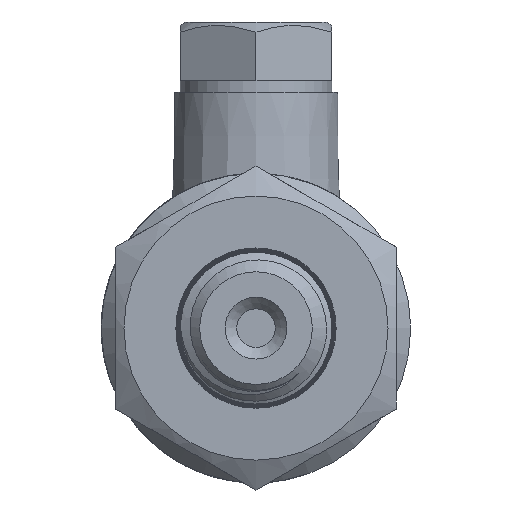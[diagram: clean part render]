
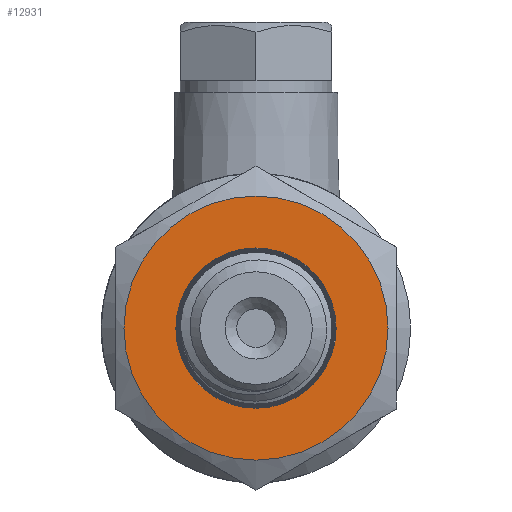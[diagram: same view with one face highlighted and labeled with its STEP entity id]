
A CAD part, left-side view. The second image highlights one B-rep face of the part: STEP entity #12931.
In plain terms, the highlighted planar face has unit normal (-1, 0, 0).
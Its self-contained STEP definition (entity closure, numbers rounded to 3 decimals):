
#1150=FACE_BOUND('',#3907,.T.);
#3142=FACE_OUTER_BOUND('',#3906,.T.);
#3906=EDGE_LOOP('',(#8746));
#3907=EDGE_LOOP('',(#8747));
#4707=CIRCLE('',#13747,6.86);
#4712=CIRCLE('',#13756,11.3);
#5239=VERTEX_POINT('',#18935);
#5249=VERTEX_POINT('',#19064);
#6633=EDGE_CURVE('',#5239,#5239,#4707,.T.);
#6646=EDGE_CURVE('',#5249,#5249,#4712,.T.);
#8746=ORIENTED_EDGE('',*,*,#6646,.T.);
#8747=ORIENTED_EDGE('',*,*,#6633,.T.);
#12763=PLANE('',#13755);
#12931=ADVANCED_FACE('',(#3142,#1150),#12763,.T.);
#13747=AXIS2_PLACEMENT_3D('',#18936,#14746,#14747);
#13755=AXIS2_PLACEMENT_3D('',#19063,#14767,#14768);
#13756=AXIS2_PLACEMENT_3D('',#19065,#14769,#14770);
#14746=DIRECTION('center_axis',(1.,0.,0.));
#14747=DIRECTION('ref_axis',(0.,0.,-1.));
#14767=DIRECTION('center_axis',(-1.,0.,0.));
#14768=DIRECTION('ref_axis',(0.,0.,1.));
#14769=DIRECTION('center_axis',(-1.,0.,0.));
#14770=DIRECTION('ref_axis',(0.,1.,0.));
#18935=CARTESIAN_POINT('',(14.,-6.86,0.));
#18936=CARTESIAN_POINT('Origin',(14.,0.,0.));
#19063=CARTESIAN_POINT('Origin',(14.,12.,0.));
#19064=CARTESIAN_POINT('',(14.,-11.3,0.));
#19065=CARTESIAN_POINT('Origin',(14.,0.,0.));
